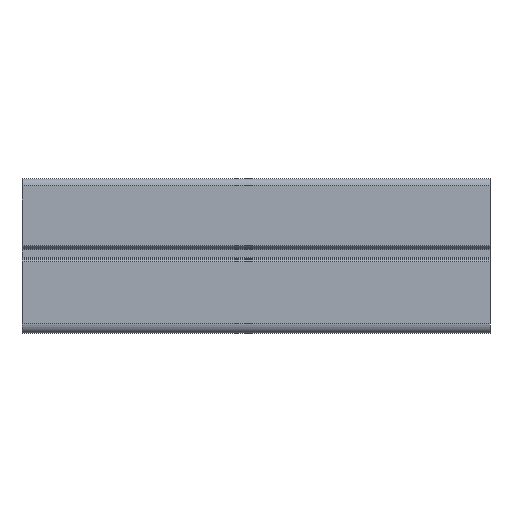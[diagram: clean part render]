
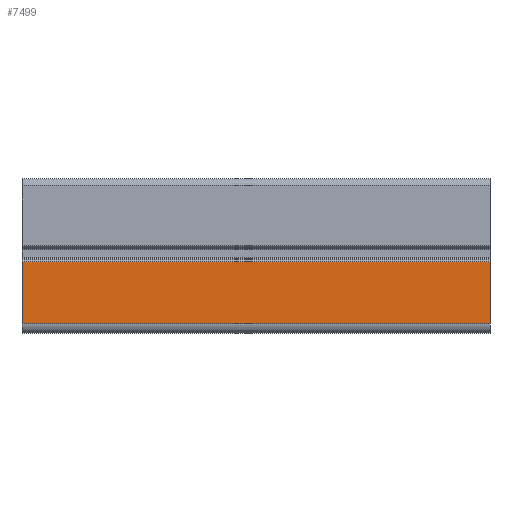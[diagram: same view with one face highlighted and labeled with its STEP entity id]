
A CAD part, left-side view. The second image highlights one B-rep face of the part: STEP entity #7499.
In plain terms, the highlighted planar face has unit normal (-1, 0, 0).
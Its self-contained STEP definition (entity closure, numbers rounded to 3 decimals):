
#378=FACE_OUTER_BOUND('',#742,.T.);
#742=EDGE_LOOP('',(#5840,#5841,#5842,#5843));
#1634=LINE('',#11567,#2670);
#1635=LINE('',#11571,#2671);
#1636=LINE('',#11573,#2672);
#1637=LINE('',#11574,#2673);
#2670=VECTOR('',#9455,10.);
#2671=VECTOR('',#9460,13.3);
#2672=VECTOR('',#9461,10.);
#2673=VECTOR('',#9462,13.3);
#3462=VERTEX_POINT('',#11564);
#3463=VERTEX_POINT('',#11566);
#3464=VERTEX_POINT('',#11570);
#3465=VERTEX_POINT('',#11572);
#4469=EDGE_CURVE('',#3463,#3462,#1634,.T.);
#4471=EDGE_CURVE('',#3462,#3464,#1635,.T.);
#4472=EDGE_CURVE('',#3465,#3464,#1636,.T.);
#4473=EDGE_CURVE('',#3463,#3465,#1637,.T.);
#5840=ORIENTED_EDGE('',*,*,#4471,.T.);
#5841=ORIENTED_EDGE('',*,*,#4472,.F.);
#5842=ORIENTED_EDGE('',*,*,#4473,.F.);
#5843=ORIENTED_EDGE('',*,*,#4469,.T.);
#7140=PLANE('',#7905);
#7499=ADVANCED_FACE('',(#378),#7140,.T.);
#7905=AXIS2_PLACEMENT_3D('',#11569,#9458,#9459);
#9455=DIRECTION('',(0.,-1.,0.));
#9458=DIRECTION('center_axis',(-1.,0.,0.));
#9459=DIRECTION('ref_axis',(0.,-1.,0.));
#9460=DIRECTION('',(0.,0.,1.));
#9461=DIRECTION('',(0.,-1.,0.));
#9462=DIRECTION('',(0.,0.,1.));
#11564=CARTESIAN_POINT('',(-23.,-50.,2.));
#11566=CARTESIAN_POINT('',(-23.,50.,2.));
#11567=CARTESIAN_POINT('',(-23.,47.,2.));
#11569=CARTESIAN_POINT('Origin',(-23.,47.,2.));
#11570=CARTESIAN_POINT('',(-23.,-50.,15.3));
#11571=CARTESIAN_POINT('',(-23.,-50.,2.));
#11572=CARTESIAN_POINT('',(-23.,50.,15.3));
#11573=CARTESIAN_POINT('',(-23.,47.,15.3));
#11574=CARTESIAN_POINT('',(-23.,50.,2.));
